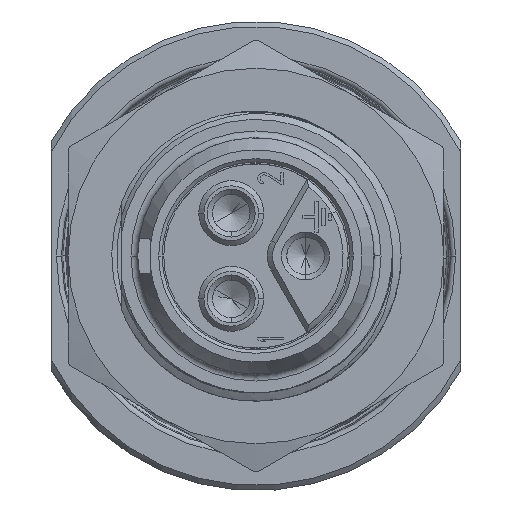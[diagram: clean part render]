
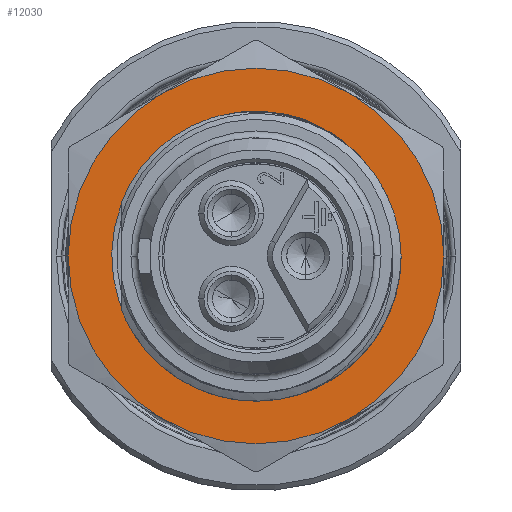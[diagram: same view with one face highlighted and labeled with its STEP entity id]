
A CAD part, left-side view. The second image highlights one B-rep face of the part: STEP entity #12030.
In plain terms, the highlighted planar face has unit normal (-1, 0, 0).
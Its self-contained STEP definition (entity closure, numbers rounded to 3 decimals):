
#2018=DIRECTION('',(0.,0.,1.));
#2019=VECTOR('',#2018,0.138);
#2020=CARTESIAN_POINT('',(11.5,7.9,2.999));
#2021=LINE('1066',#2020,#2019);
#2764=CARTESIAN_POINT('',(11.5,-5.5,9.526));
#2766=CARTESIAN_POINT('',(11.5,0.,0.));
#2767=DIRECTION('',(-1.,0.,0.));
#2768=DIRECTION('',(0.,-0.5,0.866));
#2769=AXIS2_PLACEMENT_3D('',#2766,#2767,#2768);
#2781=CARTESIAN_POINT('',(11.5,0.,0.));
#2782=DIRECTION('',(1.,0.,0.));
#2783=DIRECTION('',(0.,-0.5,0.866));
#2784=AXIS2_PLACEMENT_3D('',#2781,#2782,#2783);
#2786=CARTESIAN_POINT('',(11.5,0.,0.));
#2787=DIRECTION('',(1.,0.,0.));
#2788=DIRECTION('',(0.,-1.,0.));
#2789=AXIS2_PLACEMENT_3D('',#2786,#2787,#2788);
#2791=CARTESIAN_POINT('',(11.5,0.,0.));
#2792=DIRECTION('',(-1.,0.,0.));
#2793=DIRECTION('',(0.,1.,0.));
#2794=AXIS2_PLACEMENT_3D('',#2791,#2792,#2793);
#2796=CARTESIAN_POINT('',(11.5,0.,0.));
#2797=DIRECTION('',(-1.,0.,0.));
#2798=DIRECTION('',(0.,0.5,0.866));
#2799=AXIS2_PLACEMENT_3D('',#2796,#2797,#2798);
#2801=CARTESIAN_POINT('',(11.5,2.102,8.218));
#2802=CARTESIAN_POINT('',(11.5,1.821,8.286));
#2803=CARTESIAN_POINT('',(11.5,1.271,8.387));
#2804=CARTESIAN_POINT('',(11.5,0.747,8.429));
#2805=CARTESIAN_POINT('',(11.5,0.491,8.436));
#2830=CARTESIAN_POINT('',(11.5,-11.,0.));
#2868=CARTESIAN_POINT('',(11.5,-5.5,-9.526));
#2896=CARTESIAN_POINT('',(11.5,5.5,-9.526));
#2898=CARTESIAN_POINT('',(11.5,0.,0.));
#2899=DIRECTION('',(-1.,0.,0.));
#2900=DIRECTION('',(0.,0.5,-0.866));
#2901=AXIS2_PLACEMENT_3D('',#2898,#2899,#2900);
#2949=CARTESIAN_POINT('',(11.5,11.,0.));
#2987=CARTESIAN_POINT('',(11.5,5.5,9.526));
#3002=CARTESIAN_POINT('',(11.5,0.,0.));
#3003=DIRECTION('',(1.,0.,0.));
#3004=DIRECTION('',(0.,0.929,0.369));
#3005=AXIS2_PLACEMENT_3D('',#3002,#3003,#3004);
#3083=CARTESIAN_POINT('',(11.5,2.627,8.084));
#3084=CARTESIAN_POINT('',(11.5,2.54,8.109));
#3085=CARTESIAN_POINT('',(11.5,2.366,8.156));
#3086=CARTESIAN_POINT('',(11.5,2.19,8.198));
#3087=CARTESIAN_POINT('',(11.5,2.102,8.218));
#5973=CARTESIAN_POINT('',(11.5,0.,0.));
#5974=DIRECTION('',(1.,0.,0.));
#5975=DIRECTION('',(0.,0.058,0.998));
#5976=AXIS2_PLACEMENT_3D('',#5973,#5974,#5975);
#8312=VERTEX_POINT('',#2764);
#8315=VERTEX_POINT('',#2830);
#8318=VERTEX_POINT('',#2868);
#8330=VERTEX_POINT('',#2896);
#8333=VERTEX_POINT('',#2949);
#8336=VERTEX_POINT('',#2987);
#8346=CARTESIAN_POINT('',(11.5,7.9,3.137));
#8347=CARTESIAN_POINT('',(11.5,2.627,8.084));
#8348=VERTEX_POINT('',#8346);
#8349=VERTEX_POINT('',#8347);
#8350=VERTEX_POINT('',#3087);
#8358=CARTESIAN_POINT('',(11.5,7.9,2.999));
#8359=VERTEX_POINT('',#8358);
#8372=VERTEX_POINT('',#2805);
#12001=CARTESIAN_POINT('',(11.5,0.,0.));
#12002=DIRECTION('',(1.,0.,0.));
#12003=DIRECTION('',(0.,0.,-1.));
#12004=AXIS2_PLACEMENT_3D('',#12001,#12002,#12003);
#12005=PLANE('339',#12004);
#12006=ORIENTED_EDGE('1023',*,*,#11988,.F.);
#12008=ORIENTED_EDGE('1014',*,*,#12007,.T.);
#12010=ORIENTED_EDGE('1015',*,*,#12009,.T.);
#12012=ORIENTED_EDGE('1022',*,*,#12011,.F.);
#12014=ORIENTED_EDGE('1019',*,*,#12013,.F.);
#12016=ORIENTED_EDGE('1018',*,*,#12015,.F.);
#12017=EDGE_LOOP('339',(#12006,#12008,#12010,#12012,#12014,#12016));
#12018=FACE_OUTER_BOUND('339',#12017,.F.);
#12020=ORIENTED_EDGE('1052',*,*,#12019,.F.);
#12021=ORIENTED_EDGE('1066',*,*,#11070,.F.);
#12023=ORIENTED_EDGE('1194',*,*,#12022,.F.);
#12025=ORIENTED_EDGE('1174',*,*,#12024,.F.);
#12027=ORIENTED_EDGE('1054',*,*,#12026,.F.);
#12028=EDGE_LOOP('339',(#12020,#12021,#12023,#12025,#12027));
#12029=FACE_BOUND('339',#12028,.F.);
#2770=CIRCLE('1023',#2769,11.);
#2785=CIRCLE('1014',#2784,11.);
#2790=CIRCLE('1015',#2789,11.);
#2795=CIRCLE('1019',#2794,11.);
#2800=CIRCLE('1018',#2799,11.);
#2806=B_SPLINE_CURVE_WITH_KNOTS('1174',3,(#2801,#2802,#2803,#2804,#2805),
.UNSPECIFIED.,.F.,.F.,(4,1,4),(0.,0.5,1.),.UNSPECIFIED.);
#2902=CIRCLE('1022',#2901,11.);
#3006=CIRCLE('1052',#3005,8.5);
#3088=B_SPLINE_CURVE_WITH_KNOTS('1054',3,(#3083,#3084,#3085,#3086,#3087),
.UNSPECIFIED.,.F.,.F.,(4,1,4),(0.,0.5,1.),.UNSPECIFIED.);
#5977=CIRCLE('1194',#5976,8.45);
#11070=EDGE_CURVE('1066',#8359,#8348,#2021,.T.);
#11988=EDGE_CURVE('1023',#8312,#8336,#2770,.T.);
#12007=EDGE_CURVE('1014',#8312,#8315,#2785,.T.);
#12009=EDGE_CURVE('1015',#8315,#8318,#2790,.T.);
#12011=EDGE_CURVE('1022',#8330,#8318,#2902,.T.);
#12013=EDGE_CURVE('1019',#8333,#8330,#2795,.T.);
#12015=EDGE_CURVE('1018',#8336,#8333,#2800,.T.);
#12019=EDGE_CURVE('1052',#8348,#8349,#3006,.T.);
#12022=EDGE_CURVE('1194',#8372,#8359,#5977,.T.);
#12024=EDGE_CURVE('1174',#8350,#8372,#2806,.T.);
#12026=EDGE_CURVE('1054',#8349,#8350,#3088,.T.);
#12030=ADVANCED_FACE('339',(#12018,#12029),#12005,.F.);
